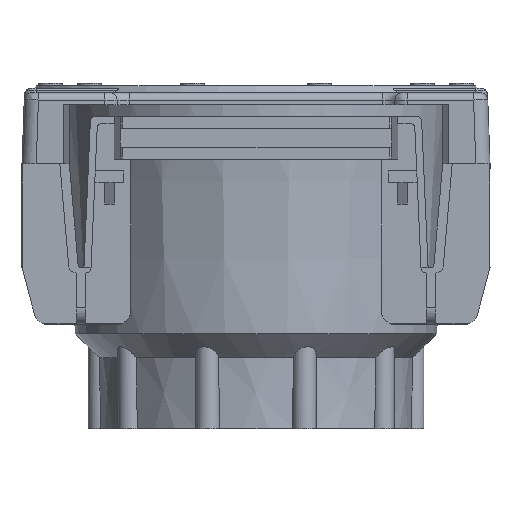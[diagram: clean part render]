
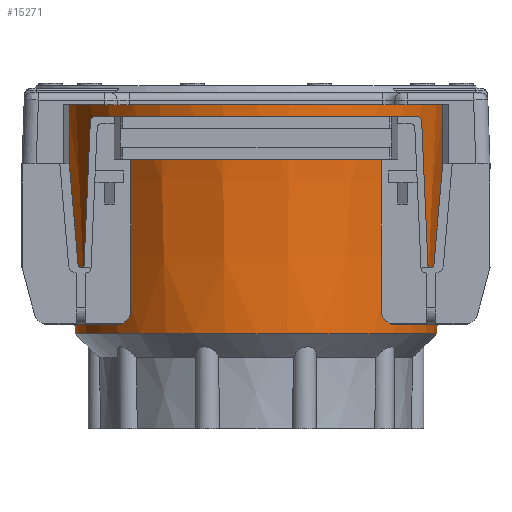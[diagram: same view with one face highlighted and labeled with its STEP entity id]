
A CAD part, left-side view. The second image highlights one B-rep face of the part: STEP entity #15271.
In plain terms, the highlighted conical face has half-angle 2.765 degrees and reference radius 40.618 mm.
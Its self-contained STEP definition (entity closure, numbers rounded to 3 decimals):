
#66=CONICAL_SURFACE('',#16434,40.618,0.048);
#705=CIRCLE('',#16374,38.216);
#734=CIRCLE('',#16435,40.558);
#1911=FACE_OUTER_BOUND('',#2753,.T.);
#2753=EDGE_LOOP('',(#13109,#13110,#13111,#13112));
#3896=LINE('',#26046,#5338);
#5338=VECTOR('',#19436,40.618);
#7209=VERTEX_POINT('',#25910);
#7242=VERTEX_POINT('',#26044);
#9219=EDGE_CURVE('',#7209,#7209,#705,.T.);
#9286=EDGE_CURVE('',#7242,#7242,#734,.T.);
#9287=EDGE_CURVE('',#7242,#7209,#3896,.T.);
#13109=ORIENTED_EDGE('',*,*,#9286,.F.);
#13110=ORIENTED_EDGE('',*,*,#9287,.T.);
#13111=ORIENTED_EDGE('',*,*,#9219,.T.);
#13112=ORIENTED_EDGE('',*,*,#9287,.F.);
#15271=ADVANCED_FACE('',(#1911),#66,.T.);
#16374=AXIS2_PLACEMENT_3D('',#25911,#19275,#19276);
#16434=AXIS2_PLACEMENT_3D('',#26043,#19432,#19433);
#16435=AXIS2_PLACEMENT_3D('',#26045,#19434,#19435);
#19275=DIRECTION('center_axis',(0.,0.,1.));
#19276=DIRECTION('ref_axis',(0.,-1.,0.));
#19432=DIRECTION('center_axis',(0.,0.,1.));
#19433=DIRECTION('ref_axis',(0.,-1.,0.));
#19434=DIRECTION('center_axis',(0.,0.,1.));
#19435=DIRECTION('ref_axis',(0.,-1.,0.));
#19436=DIRECTION('',(0.,-0.048,-0.999));
#25910=CARTESIAN_POINT('',(0.,38.216,-48.5));
#25911=CARTESIAN_POINT('Origin',(0.,0.,-48.5));
#26043=CARTESIAN_POINT('Origin',(0.,0.,1.241));
#26044=CARTESIAN_POINT('',(0.,40.558,0.));
#26045=CARTESIAN_POINT('Origin',(0.,0.,0.));
#26046=CARTESIAN_POINT('',(0.,40.618,1.241));
